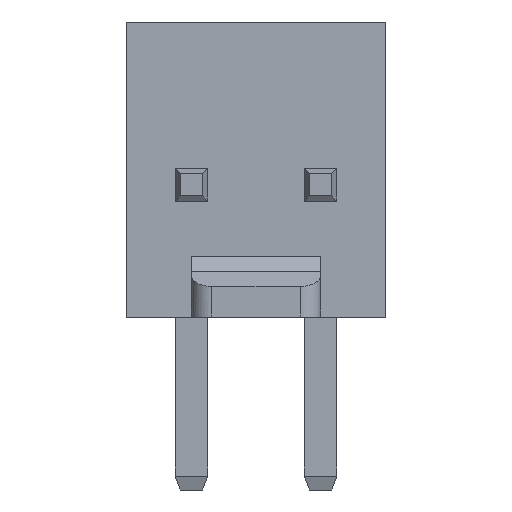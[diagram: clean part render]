
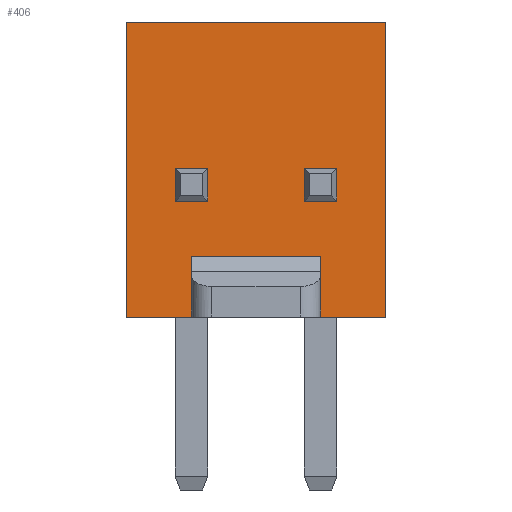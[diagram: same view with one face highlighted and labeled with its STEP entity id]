
A CAD part, front view. The second image highlights one B-rep face of the part: STEP entity #406.
In plain terms, the highlighted planar face has unit normal (0, -1, 0).
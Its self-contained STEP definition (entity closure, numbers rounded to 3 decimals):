
#406=ADVANCED_FACE('',(#953,#955,#957),#959,.T.);
#953=FACE_BOUND('',#954,.T.);
#954=EDGE_LOOP('',(#1363,#1364,#1365,#1366,#1367,#1368,#1369,#1370));
#955=FACE_BOUND('',#956,.T.);
#956=EDGE_LOOP('',(#1371,#1372,#1373,#1374));
#957=FACE_BOUND('',#958,.T.);
#958=EDGE_LOOP('',(#1375,#1376,#1377,#1378));
#959=PLANE('',#960);
#960=AXIS2_PLACEMENT_3D('',#961,#962,#963);
#961=CARTESIAN_POINT('',(0.,-5.4,0.));
#962=DIRECTION('',(0.,-1.,0.));
#963=DIRECTION('',(1.,0.,0.));
#1363=ORIENTED_EDGE('',*,*,#1629,.F.);
#1364=ORIENTED_EDGE('',*,*,#1630,.F.);
#1365=ORIENTED_EDGE('',*,*,#1625,.T.);
#1366=ORIENTED_EDGE('',*,*,#1631,.T.);
#1367=ORIENTED_EDGE('',*,*,#1632,.T.);
#1368=ORIENTED_EDGE('',*,*,#1633,.T.);
#1369=ORIENTED_EDGE('',*,*,#1613,.T.);
#1370=ORIENTED_EDGE('',*,*,#1634,.F.);
#1371=ORIENTED_EDGE('',*,*,#1635,.T.);
#1372=ORIENTED_EDGE('',*,*,#1636,.T.);
#1373=ORIENTED_EDGE('',*,*,#1637,.T.);
#1374=ORIENTED_EDGE('',*,*,#1638,.T.);
#1375=ORIENTED_EDGE('',*,*,#1639,.T.);
#1376=ORIENTED_EDGE('',*,*,#1640,.T.);
#1377=ORIENTED_EDGE('',*,*,#1641,.T.);
#1378=ORIENTED_EDGE('',*,*,#1642,.T.);
#1613=EDGE_CURVE('',#1837,#1835,#1838,.T.);
#1625=EDGE_CURVE('',#1861,#1859,#1862,.T.);
#1629=EDGE_CURVE('',#1868,#1869,#1870,.T.);
#1630=EDGE_CURVE('',#1861,#1868,#1871,.F.);
#1631=EDGE_CURVE('',#1859,#1872,#1873,.T.);
#1632=EDGE_CURVE('',#1872,#1874,#1875,.T.);
#1633=EDGE_CURVE('',#1874,#1837,#1876,.T.);
#1634=EDGE_CURVE('',#1869,#1835,#1877,.T.);
#1635=EDGE_CURVE('',#1878,#1879,#1880,.F.);
#1636=EDGE_CURVE('',#1879,#1881,#1882,.F.);
#1637=EDGE_CURVE('',#1881,#1883,#1884,.F.);
#1638=EDGE_CURVE('',#1883,#1878,#1885,.F.);
#1639=EDGE_CURVE('',#1886,#1887,#1888,.F.);
#1640=EDGE_CURVE('',#1887,#1889,#1890,.F.);
#1641=EDGE_CURVE('',#1889,#1891,#1892,.F.);
#1642=EDGE_CURVE('',#1891,#1886,#1893,.F.);
#1835=VERTEX_POINT('',#2289);
#1837=VERTEX_POINT('',#2293);
#1838=LINE('',#2294,#2295);
#1859=VERTEX_POINT('',#2337);
#1861=VERTEX_POINT('',#2341);
#1862=LINE('',#2342,#2343);
#1868=VERTEX_POINT('',#2357);
#1869=VERTEX_POINT('',#2358);
#1870=LINE('',#2359,#2360);
#1871=LINE('',#2362,#2363);
#1872=VERTEX_POINT('',#2365);
#1873=LINE('',#2366,#2367);
#1874=VERTEX_POINT('',#2369);
#1875=LINE('',#2370,#2371);
#1876=LINE('',#2373,#2374);
#1877=LINE('',#2376,#2377);
#1878=VERTEX_POINT('',#2379);
#1879=VERTEX_POINT('',#2380);
#1880=LINE('',#2381,#2382);
#1881=VERTEX_POINT('',#2384);
#1882=LINE('',#2385,#2386);
#1883=VERTEX_POINT('',#2388);
#1884=LINE('',#2389,#2390);
#1885=LINE('',#2392,#2393);
#1886=VERTEX_POINT('',#2395);
#1887=VERTEX_POINT('',#2396);
#1888=LINE('',#2397,#2398);
#1889=VERTEX_POINT('',#2400);
#1890=LINE('',#2401,#2402);
#1891=VERTEX_POINT('',#2404);
#1892=LINE('',#2405,#2406);
#1893=LINE('',#2408,#2409);
#2289=CARTESIAN_POINT('',(0.,-5.4,0.));
#2293=CARTESIAN_POINT('',(-1.27,-5.4,0.));
#2294=CARTESIAN_POINT('',(-1.27,-5.4,0.));
#2295=VECTOR('',#2296,1.);
#2296=DIRECTION('',(1.,0.,0.));
#2337=CARTESIAN_POINT('',(3.81,-5.4,0.));
#2341=CARTESIAN_POINT('',(2.54,-5.4,0.));
#2342=CARTESIAN_POINT('',(2.54,-5.4,0.));
#2343=VECTOR('',#2344,1.);
#2344=DIRECTION('',(1.,0.,0.));
#2357=CARTESIAN_POINT('',(2.54,-5.4,0.9));
#2358=CARTESIAN_POINT('',(0.,-5.4,0.9));
#2359=CARTESIAN_POINT('',(2.54,-5.4,0.9));
#2360=VECTOR('',#2361,1.);
#2361=DIRECTION('',(-1.,0.,0.));
#2362=CARTESIAN_POINT('',(2.54,-5.4,0.9));
#2363=VECTOR('',#2364,1.);
#2364=DIRECTION('',(0.,0.,-1.));
#2365=CARTESIAN_POINT('',(3.81,-5.4,5.8));
#2366=CARTESIAN_POINT('',(3.81,-5.4,0.));
#2367=VECTOR('',#2368,1.);
#2368=DIRECTION('',(0.,0.,1.));
#2369=CARTESIAN_POINT('',(-1.27,-5.4,5.8));
#2370=CARTESIAN_POINT('',(3.81,-5.4,5.8));
#2371=VECTOR('',#2372,1.);
#2372=DIRECTION('',(-1.,0.,0.));
#2373=CARTESIAN_POINT('',(-1.27,-5.4,5.8));
#2374=VECTOR('',#2375,1.);
#2375=DIRECTION('',(0.,0.,-1.));
#2376=CARTESIAN_POINT('',(0.,-5.4,0.9));
#2377=VECTOR('',#2378,1.);
#2378=DIRECTION('',(0.,0.,-1.));
#2379=CARTESIAN_POINT('',(2.22,-5.4,2.28));
#2380=CARTESIAN_POINT('',(2.22,-5.4,2.92));
#2381=CARTESIAN_POINT('',(2.22,-5.4,2.92));
#2382=VECTOR('',#2383,1.);
#2383=DIRECTION('',(0.,0.,-1.));
#2384=CARTESIAN_POINT('',(2.86,-5.4,2.92));
#2385=CARTESIAN_POINT('',(2.86,-5.4,2.92));
#2386=VECTOR('',#2387,1.);
#2387=DIRECTION('',(-1.,0.,0.));
#2388=CARTESIAN_POINT('',(2.86,-5.4,2.28));
#2389=CARTESIAN_POINT('',(2.86,-5.4,2.28));
#2390=VECTOR('',#2391,1.);
#2391=DIRECTION('',(0.,0.,1.));
#2392=CARTESIAN_POINT('',(2.22,-5.4,2.28));
#2393=VECTOR('',#2394,1.);
#2394=DIRECTION('',(1.,0.,0.));
#2395=CARTESIAN_POINT('',(-0.32,-5.4,2.28));
#2396=CARTESIAN_POINT('',(-0.32,-5.4,2.92));
#2397=CARTESIAN_POINT('',(-0.32,-5.4,2.92));
#2398=VECTOR('',#2399,1.);
#2399=DIRECTION('',(0.,0.,-1.));
#2400=CARTESIAN_POINT('',(0.32,-5.4,2.92));
#2401=CARTESIAN_POINT('',(0.32,-5.4,2.92));
#2402=VECTOR('',#2403,1.);
#2403=DIRECTION('',(-1.,0.,0.));
#2404=CARTESIAN_POINT('',(0.32,-5.4,2.28));
#2405=CARTESIAN_POINT('',(0.32,-5.4,2.28));
#2406=VECTOR('',#2407,1.);
#2407=DIRECTION('',(0.,0.,1.));
#2408=CARTESIAN_POINT('',(-0.32,-5.4,2.28));
#2409=VECTOR('',#2410,1.);
#2410=DIRECTION('',(1.,0.,0.));
